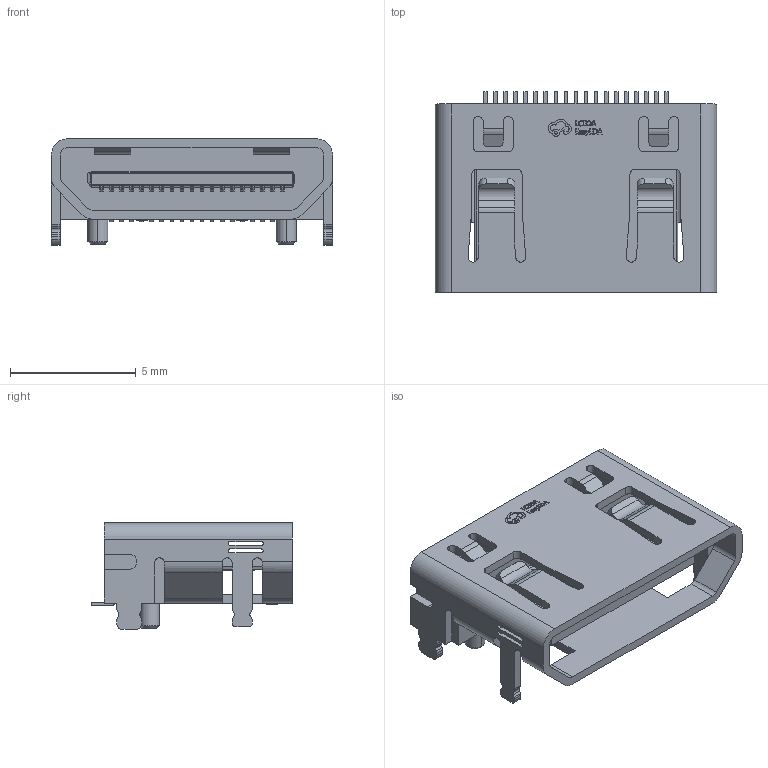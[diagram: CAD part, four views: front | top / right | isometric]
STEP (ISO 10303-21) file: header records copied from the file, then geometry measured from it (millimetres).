
FILE_DESCRIPTION (( 'STEP AP214' ), '1' );
FILE_NAME ('HDMI-SMD_A71-05H4-111N1.step', '2022-06-24T03:57:22', ( '' ), ( '' ), 'SwSTEP 2.0', 'SolidWorks 2020', '' );
FILE_SCHEMA (( 'AUTOMOTIVE_DESIGN' ));
Length unit declared in the file: millimetre
Products named in the file (1): HDMI-SMD_A71-05H4-111N1
Bounding box: 11.2 x 8 x 4.26 mm (x, y, z)
Volume: 134.3 mm3; surface area: 647.2 mm2
Topology: 21 solids, 21 shells, 1048 faces, 2918 edges, 1940 vertices
Faces by surface type: plane 661, cylinder 263, bspline 120, cone 4
Entity records: 46678 total; most frequent: CARTESIAN_POINT 8391, ORIENTED_EDGE 5836, DIRECTION 5030, EDGE_CURVE 2918, LINE 2112, VECTOR 2112, VERTEX_POINT 1940, AXIS2_PLACEMENT_3D 1459
